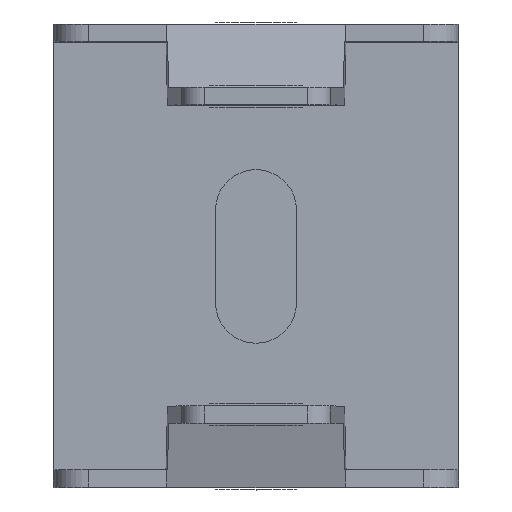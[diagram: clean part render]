
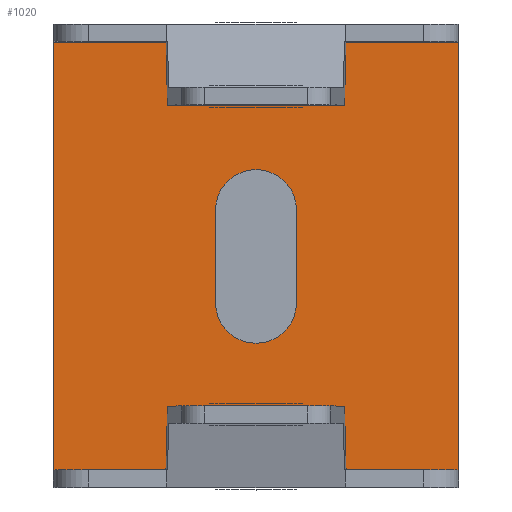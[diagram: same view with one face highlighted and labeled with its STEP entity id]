
A CAD part, top view. The second image highlights one B-rep face of the part: STEP entity #1020.
In plain terms, the highlighted planar face has unit normal (0, 0, 1).
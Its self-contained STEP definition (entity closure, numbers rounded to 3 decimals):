
#114=FACE_OUTER_BOUND('',#164,.T.);
#164=EDGE_LOOP('',(#822,#823,#824,#825));
#206=LINE('',#1467,#320);
#263=LINE('',#1608,#377);
#273=LINE('',#1629,#387);
#274=LINE('',#1630,#388);
#320=VECTOR('',#1162,1.);
#377=VECTOR('',#1273,1.);
#387=VECTOR('',#1293,1.);
#388=VECTOR('',#1294,1.);
#435=VERTEX_POINT('',#1464);
#436=VERTEX_POINT('',#1466);
#492=VERTEX_POINT('',#1606);
#493=VERTEX_POINT('',#1607);
#551=EDGE_CURVE('',#435,#436,#206,.T.);
#621=EDGE_CURVE('',#492,#493,#263,.T.);
#633=EDGE_CURVE('',#436,#493,#273,.T.);
#634=EDGE_CURVE('',#435,#492,#274,.T.);
#822=ORIENTED_EDGE('',*,*,#633,.F.);
#823=ORIENTED_EDGE('',*,*,#551,.F.);
#824=ORIENTED_EDGE('',*,*,#634,.T.);
#825=ORIENTED_EDGE('',*,*,#621,.T.);
#980=PLANE('',#1088);
#1020=ADVANCED_FACE('',(#114),#980,.F.);
#1088=AXIS2_PLACEMENT_3D('',#1628,#1291,#1292);
#1162=DIRECTION('',(1.,0.,0.));
#1273=DIRECTION('',(1.,0.,0.));
#1291=DIRECTION('center_axis',(0.,0.,
-1.));
#1292=DIRECTION('ref_axis',(-1.,0.,0.));
#1293=DIRECTION('',(0.,-1.,0.));
#1294=DIRECTION('',(0.,-1.,0.));
#1464=CARTESIAN_POINT('',(-2.344,32.682,-5.685));
#1466=CARTESIAN_POINT('',(32.656,32.682,-5.685));
#1467=CARTESIAN_POINT('',(32.656,32.682,-5.685));
#1606=CARTESIAN_POINT('',(-2.344,-4.318,-5.685));
#1607=CARTESIAN_POINT('',(32.656,-4.318,-5.685));
#1608=CARTESIAN_POINT('',(32.656,-4.318,-5.685));
#1628=CARTESIAN_POINT('Origin',(32.656,-5.818,-5.685));
#1629=CARTESIAN_POINT('',(32.656,14.182,-5.685));
#1630=CARTESIAN_POINT('',(-2.344,14.182,-5.685));
